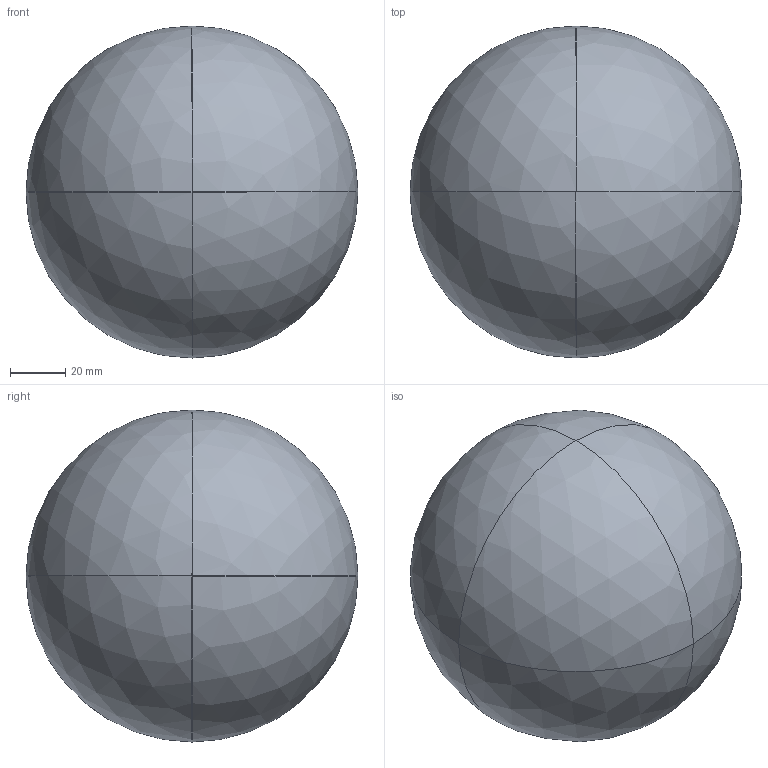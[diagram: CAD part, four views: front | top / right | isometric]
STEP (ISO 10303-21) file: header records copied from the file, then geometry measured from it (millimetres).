
FILE_DESCRIPTION (( 'STEP AP214' ), '1' );
FILE_NAME ('2022_Simon Lancer Poids 02.STEP', '2022-07-08T09:33:01', ( '' ), ( '' ), 'SwSTEP 2.0', 'SolidWorks 2018', '' );
FILE_SCHEMA (( 'AUTOMOTIVE_DESIGN' ));
Length unit declared in the file: millimetre
Products named in the file (1): 2022_Simon Lancer Poids 02
Bounding box: 120 x 120 x 120 mm (x, y, z)
Volume: 904778.8 mm3; surface area: 114982.3 mm2
Topology: 8 solids, 8 shells, 56 faces, 144 edges, 104 vertices
Faces by surface type: sphere 32, plane 24
Entity records: 1533 total; most frequent: DIRECTION 282, CARTESIAN_POINT 233, ORIENTED_EDGE 192, AXIS2_PLACEMENT_3D 129, EDGE_CURVE 96, EDGE_LOOP 80, VERTEX_POINT 80, CIRCLE 72
